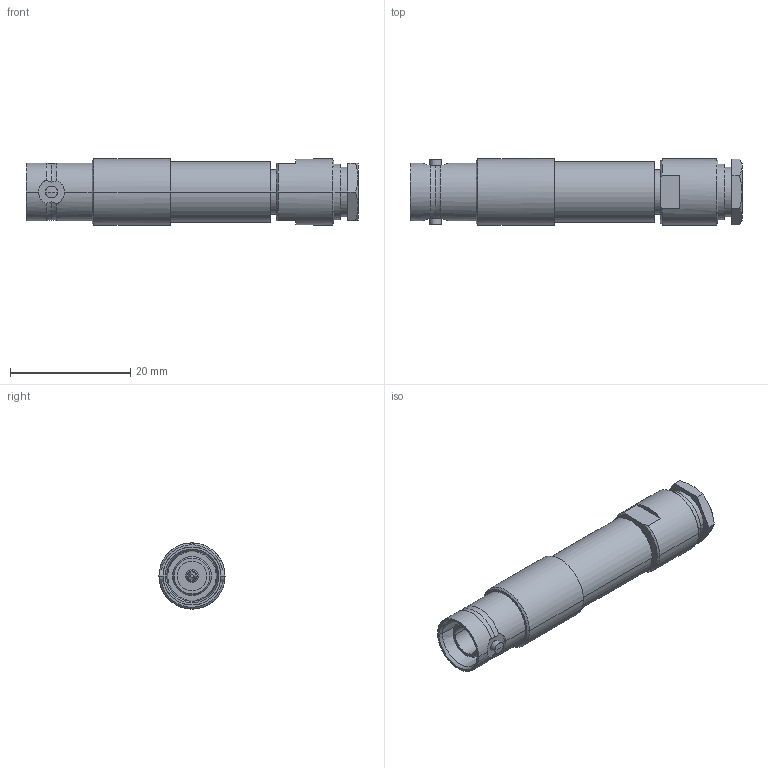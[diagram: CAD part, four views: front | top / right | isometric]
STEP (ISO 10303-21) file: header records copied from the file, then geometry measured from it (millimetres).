
FILE_DESCRIPTION (( 'STEP AP203' ), '1' );
FILE_NAME ('FMCN45861_3D.STEP', '2022-09-22T15:40:43', ( '' ), ( '' ), 'SwSTEP 2.0', 'SolidWorks 2021', '' );
FILE_SCHEMA (( 'CONFIG_CONTROL_DESIGN' ));
Length unit declared in the file: millimetre
Products named in the file (1): FMCN45861_3D
Bounding box: 55.25 x 11 x 11 mm (x, y, z)
Volume: 3324.1 mm3; surface area: 3456.2 mm2
Topology: 1 solids, 1 shells, 101 faces, 216 edges, 132 vertices
Faces by surface type: cylinder 38, plane 27, cone 26, torus 6, sphere 4
Entity records: 3161 total; most frequent: CARTESIAN_POINT 916, DIRECTION 468, ORIENTED_EDGE 432, EDGE_CURVE 216, AXIS2_PLACEMENT_3D 202, VERTEX_POINT 132, EDGE_LOOP 116, ADVANCED_FACE 101
